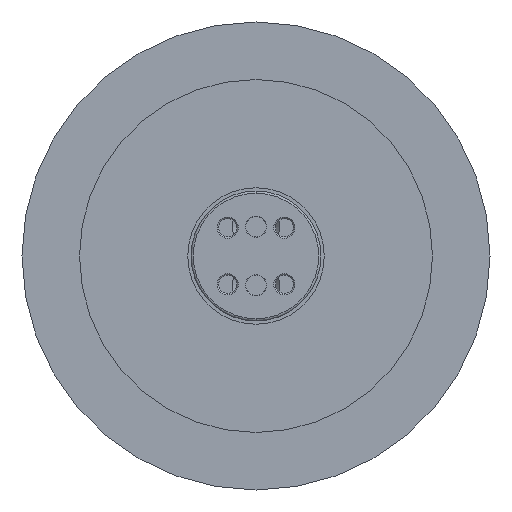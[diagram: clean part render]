
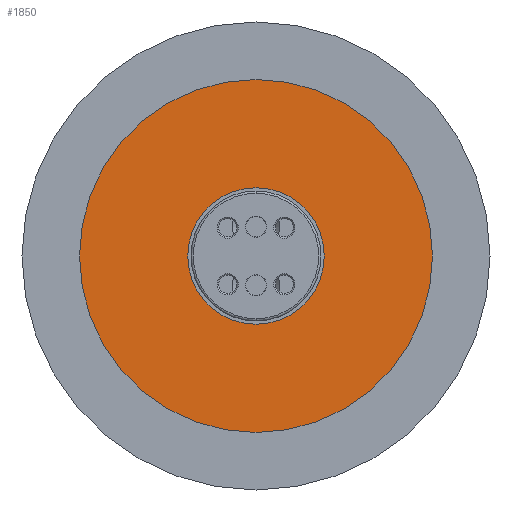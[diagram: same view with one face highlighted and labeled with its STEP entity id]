
A CAD part, front view. The second image highlights one B-rep face of the part: STEP entity #1850.
In plain terms, the highlighted planar face has unit normal (0, -1, 0).
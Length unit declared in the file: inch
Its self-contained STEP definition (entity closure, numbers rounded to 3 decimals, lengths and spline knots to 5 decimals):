
#16 = EDGE_CURVE ( 'NONE', #6277, #6332, #2387, .T. ) ;
#30 = EDGE_CURVE ( 'NONE', #6318, #6281, #2403, .T. ) ;
#34 = EDGE_CURVE ( 'NONE', #6281, #6318, #2196, .T. ) ;
#47 = EDGE_CURVE ( 'NONE', #6332, #6277, #2182, .T. ) ;
#318 = AXIS2_PLACEMENT_3D ( 'NONE', #5029, #5037, #5034 ) ;
#329 = AXIS2_PLACEMENT_3D ( 'NONE', #5772, #5771, #5770 ) ;
#667 = EDGE_LOOP ( 'NONE', ( #788, #787 ) ) ;
#668 = EDGE_LOOP ( 'NONE', ( #786, #785 ) ) ;
#785 = ORIENTED_EDGE ( 'NONE', *, *, #34, .T. ) ;
#786 = ORIENTED_EDGE ( 'NONE', *, *, #30, .T. ) ;
#787 = ORIENTED_EDGE ( 'NONE', *, *, #16, .T. ) ;
#788 = ORIENTED_EDGE ( 'NONE', *, *, #47, .T. ) ;
#1281 = AXIS2_PLACEMENT_3D ( 'NONE', #4266, #4271, #4272 ) ;
#1850 = ADVANCED_FACE ( 'NONE', ( #5303, #5358 ), #4264, .T. ) ;
#2182 = CIRCLE ( 'NONE', #4513, 0.31496 ) ;
#2196 = CIRCLE ( 'NONE', #4501, 0.815 ) ;
#2387 = CIRCLE ( 'NONE', #318, 0.31496 ) ;
#2403 = CIRCLE ( 'NONE', #329, 0.815 ) ;
#4264 = PLANE ( 'NONE',  #1281 ) ;
#4266 = CARTESIAN_POINT ( 'NONE',  ( -0.18459, 0.005, -0.28254 ) ) ;
#4271 = DIRECTION ( 'NONE',  ( 0., -1., 0. ) ) ;
#4272 = DIRECTION ( 'NONE',  ( 0., 0., -1. ) ) ;
#4501 = AXIS2_PLACEMENT_3D ( 'NONE', #5759, #5758, #5757 ) ;
#4513 = AXIS2_PLACEMENT_3D ( 'NONE', #6013, #6012, #6011 ) ;
#5029 = CARTESIAN_POINT ( 'NONE',  ( 0., 0.005, 0. ) ) ;
#5034 = DIRECTION ( 'NONE',  ( 0., 0., 1. ) ) ;
#5037 = DIRECTION ( 'NONE',  ( 0., 1., 0. ) ) ;
#5303 = FACE_BOUND ( 'NONE', #667, .T. ) ;
#5358 = FACE_OUTER_BOUND ( 'NONE', #668, .T. ) ;
#5757 = DIRECTION ( 'NONE',  ( 0., 0., 1. ) ) ;
#5758 = DIRECTION ( 'NONE',  ( 0., -1., 0. ) ) ;
#5759 = CARTESIAN_POINT ( 'NONE',  ( 0., 0.005, 0. ) ) ;
#5770 = DIRECTION ( 'NONE',  ( 0., 0., 1. ) ) ;
#5771 = DIRECTION ( 'NONE',  ( 0., -1., 0. ) ) ;
#5772 = CARTESIAN_POINT ( 'NONE',  ( 0., 0.005, 0. ) ) ;
#6011 = DIRECTION ( 'NONE',  ( 0., 0., 1. ) ) ;
#6012 = DIRECTION ( 'NONE',  ( 0., 1., 0. ) ) ;
#6013 = CARTESIAN_POINT ( 'NONE',  ( 0., 0.005, 0. ) ) ;
#6054 = CARTESIAN_POINT ( 'NONE',  ( 0., 0.005, -0.31496 ) ) ;
#6056 = CARTESIAN_POINT ( 'NONE',  ( 0., 0.005, -0.815 ) ) ;
#6075 = CARTESIAN_POINT ( 'NONE',  ( 0., 0.005, 0.815 ) ) ;
#6084 = CARTESIAN_POINT ( 'NONE',  ( 0., 0.005, 0.31496 ) ) ;
#6277 = VERTEX_POINT ( 'NONE', #6054 ) ;
#6281 = VERTEX_POINT ( 'NONE', #6056 ) ;
#6318 = VERTEX_POINT ( 'NONE', #6075 ) ;
#6332 = VERTEX_POINT ( 'NONE', #6084 ) ;
